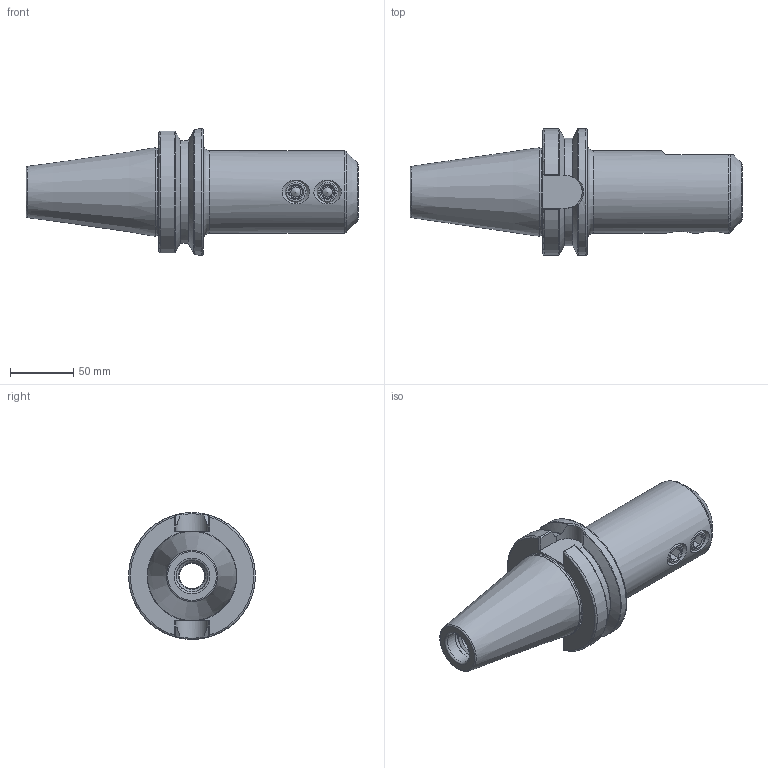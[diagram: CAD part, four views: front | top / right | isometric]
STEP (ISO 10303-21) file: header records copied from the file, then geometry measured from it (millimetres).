
FILE_DESCRIPTION(/* description */ (''),/* implementation_level */ '2;1');
FILE_NAME(/* name */ 'BT50-SLA25-160.stp',/* time_stamp */ '2023-04-18T10:59:54+08:00',/* author */ ('Administrator'),/* organization */ (''),/* preprocessor_version */ 'ST-DEVELOPER v18.1',/* originating_system */ 'Autodesk Inventor 2022',/* authorisation */ '');
FILE_SCHEMA (('AUTOMOTIVE_DESIGN { 1 0 10303 214 3 1 1 }'));
Length unit declared in the file: millimetre
Products named in the file (3): BT50-SLA25-160; BT50-SLA25-160_1; M18x2x20
Assembly tree (3 placements, depth 2):
  BT50-SLA25-160
    BT50-SLA25-160_1
    M18x2x20  x2
Bounding box: 261.8 x 100 x 100 mm (x, y, z)
Volume: 787587.6 mm3; surface area: 89787.2 mm2
Topology: 3 solids, 3 shells, 131 faces, 347 edges, 223 vertices
Faces by surface type: plane 53, cylinder 25, cone 25, torus 18, bspline 10
Full cylindrical faces by diameter (mm): 8 x2, 10 x2, 16 x2, 18 x2, 18.5 x2, 20 x1, 21 x1, 25 x2, 25.6 x1, 26 x1, 65 x1, 69.25 x1, 100 x1
Entity records: 4284 total; most frequent: CARTESIAN_POINT 1588, ORIENTED_EDGE 576, DIRECTION 509, EDGE_CURVE 288, AXIS2_PLACEMENT_3D 203, VERTEX_POINT 186, EDGE_LOOP 118, FACE_OUTER_BOUND 109
